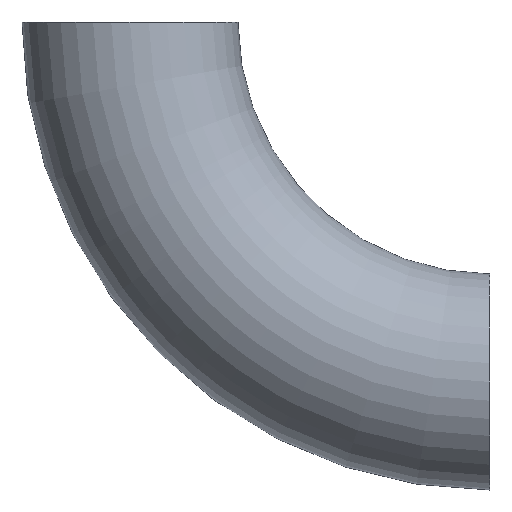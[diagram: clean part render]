
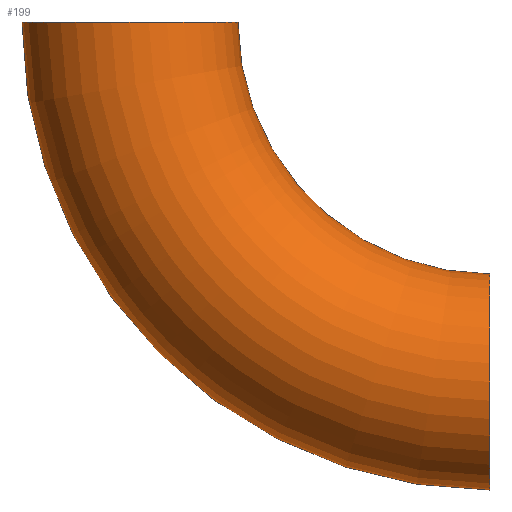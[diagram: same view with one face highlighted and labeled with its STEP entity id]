
A CAD part, front view. The second image highlights one B-rep face of the part: STEP entity #199.
In plain terms, the highlighted toroidal (fillet/blend) face has major radius 20 mm and minor radius 6 mm.
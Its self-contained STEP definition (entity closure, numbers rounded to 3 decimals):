
#1 = EDGE_LOOP ( 'NONE', ( #240, #104, #28, #174 ) ) ;
#2 = DIRECTION ( 'NONE',  ( 0., 1., 0. ) ) ;
#12 = DIRECTION ( 'NONE',  ( 0., 0., 1. ) ) ;
#20 = CIRCLE ( 'NONE', #97, 6. ) ;
#23 = DIRECTION ( 'NONE',  ( 0., 0., 1. ) ) ;
#28 = ORIENTED_EDGE ( 'NONE', *, *, #103, .T. ) ;
#31 = CIRCLE ( 'NONE', #118, 6. ) ;
#34 = CARTESIAN_POINT ( 'NONE',  ( 0., 0., 0. ) ) ;
#36 = DIRECTION ( 'NONE',  ( 0., 0., 1. ) ) ;
#39 = CARTESIAN_POINT ( 'NONE',  ( -26., 0., 0. ) ) ;
#41 = EDGE_CURVE ( 'NONE', #197, #143, #20, .T. ) ;
#48 = VERTEX_POINT ( 'NONE', #39 ) ;
#54 = AXIS2_PLACEMENT_3D ( 'NONE', #68, #2, #23 ) ;
#55 = DIRECTION ( 'NONE',  ( 0., 1., 0. ) ) ;
#56 = DIRECTION ( 'NONE',  ( 1., 0., 0. ) ) ;
#67 = AXIS2_PLACEMENT_3D ( 'NONE', #34, #166, #12 ) ;
#68 = CARTESIAN_POINT ( 'NONE',  ( 0., 0., 0. ) ) ;
#78 = VERTEX_POINT ( 'NONE', #188 ) ;
#82 = DIRECTION ( 'NONE',  ( -1., 0., 0. ) ) ;
#89 = CARTESIAN_POINT ( 'NONE',  ( 0., 0., 0. ) ) ;
#90 = CARTESIAN_POINT ( 'NONE',  ( -20., 0., 0. ) ) ;
#95 = CIRCLE ( 'NONE', #67, 26. ) ;
#97 = AXIS2_PLACEMENT_3D ( 'NONE', #220, #82, #242 ) ;
#103 = EDGE_CURVE ( 'NONE', #143, #78, #134, .T. ) ;
#104 = ORIENTED_EDGE ( 'NONE', *, *, #41, .T. ) ;
#118 = AXIS2_PLACEMENT_3D ( 'NONE', #90, #36, #56 ) ;
#134 = CIRCLE ( 'NONE', #54, 14. ) ;
#135 = DIRECTION ( 'NONE',  ( 0., 0., 1. ) ) ;
#143 = VERTEX_POINT ( 'NONE', #165 ) ;
#147 = CARTESIAN_POINT ( 'NONE',  ( 0., 0., -26. ) ) ;
#148 = TOROIDAL_SURFACE ( 'NONE', #189, 20., 6. ) ;
#165 = CARTESIAN_POINT ( 'NONE',  ( 0., 0., -14. ) ) ;
#166 = DIRECTION ( 'NONE',  ( 0., 1., 0. ) ) ;
#174 = ORIENTED_EDGE ( 'NONE', *, *, #249, .F. ) ;
#188 = CARTESIAN_POINT ( 'NONE',  ( -14., 0., 0. ) ) ;
#189 = AXIS2_PLACEMENT_3D ( 'NONE', #89, #55, #135 ) ;
#193 = EDGE_CURVE ( 'NONE', #197, #48, #95, .T. ) ;
#197 = VERTEX_POINT ( 'NONE', #147 ) ;
#199 = ADVANCED_FACE ( 'NONE', ( #222 ), #148, .T. ) ;
#220 = CARTESIAN_POINT ( 'NONE',  ( 0., 0., -20. ) ) ;
#222 = FACE_OUTER_BOUND ( 'NONE', #1, .T. ) ;
#240 = ORIENTED_EDGE ( 'NONE', *, *, #193, .F. ) ;
#242 = DIRECTION ( 'NONE',  ( 0., 0., 1. ) ) ;
#249 = EDGE_CURVE ( 'NONE', #48, #78, #31, .T. ) ;
